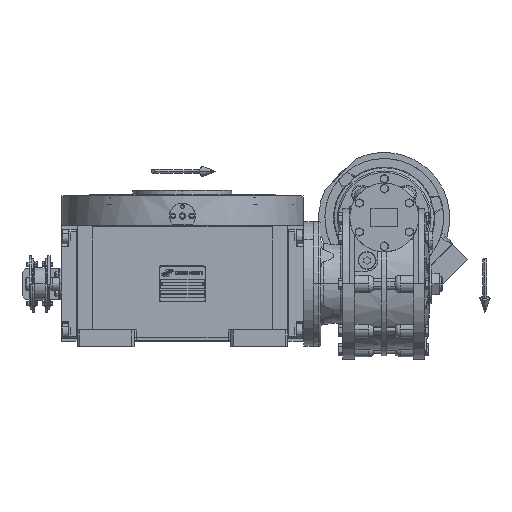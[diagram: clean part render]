
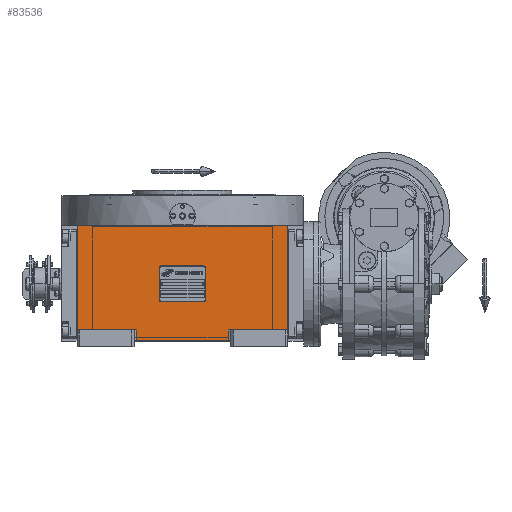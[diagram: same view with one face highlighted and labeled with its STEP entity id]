
A CAD part, top view. The second image highlights one B-rep face of the part: STEP entity #83536.
In plain terms, the highlighted planar face has unit normal (0, 0, 1).
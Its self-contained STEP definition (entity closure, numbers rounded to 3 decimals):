
#38 = VECTOR ( 'NONE', #72717, 1000. ) ;
#3193 = LINE ( 'NONE', #45345, #102109 ) ;
#3986 = ORIENTED_EDGE ( 'NONE', *, *, #60985, .T. ) ;
#6398 = ORIENTED_EDGE ( 'NONE', *, *, #71957, .F. ) ;
#8612 = AXIS2_PLACEMENT_3D ( 'NONE', #90591, #108635, #35923 ) ;
#16000 = DIRECTION ( 'NONE',  ( 1., 0., 0. ) ) ;
#16033 = CARTESIAN_POINT ( 'NONE',  ( -135., -59., 226. ) ) ;
#21124 = EDGE_CURVE ( 'NONE', #97936, #81108, #21477, .T. ) ;
#21477 = LINE ( 'NONE', #126615, #38 ) ;
#23286 = LINE ( 'NONE', #118753, #47983 ) ;
#24694 = CARTESIAN_POINT ( 'NONE',  ( 59., -59., 226. ) ) ;
#25694 = CARTESIAN_POINT ( 'NONE',  ( -59., -73., 226. ) ) ;
#28985 = ORIENTED_EDGE ( 'NONE', *, *, #132606, .T. ) ;
#29912 = EDGE_CURVE ( 'NONE', #61793, #119323, #52056, .T. ) ;
#35923 = DIRECTION ( 'NONE',  ( 1., 0., 0. ) ) ;
#39098 = ORIENTED_EDGE ( 'NONE', *, *, #29912, .F. ) ;
#40823 = EDGE_CURVE ( 'NONE', #63891, #81108, #46439, .T. ) ;
#44057 = LINE ( 'NONE', #24694, #126800 ) ;
#44665 = ORIENTED_EDGE ( 'NONE', *, *, #21124, .F. ) ;
#45345 = CARTESIAN_POINT ( 'NONE',  ( -135., 75., 226. ) ) ;
#45974 = LINE ( 'NONE', #64703, #118814 ) ;
#46439 = LINE ( 'NONE', #25694, #46520 ) ;
#46520 = VECTOR ( 'NONE', #16000, 1000. ) ;
#47983 = VECTOR ( 'NONE', #116724, 1000. ) ;
#52056 = LINE ( 'NONE', #84556, #120816 ) ;
#54341 = DIRECTION ( 'NONE',  ( 0., 1., 0. ) ) ;
#58753 = FACE_OUTER_BOUND ( 'NONE', #96008, .T. ) ;
#59115 = CARTESIAN_POINT ( 'NONE',  ( -135., -59., 226. ) ) ;
#60621 = VECTOR ( 'NONE', #113106, 1000. ) ;
#60985 = EDGE_CURVE ( 'NONE', #97936, #103840, #44057, .T. ) ;
#61793 = VERTEX_POINT ( 'NONE', #16033 ) ;
#63891 = VERTEX_POINT ( 'NONE', #75601 ) ;
#64703 = CARTESIAN_POINT ( 'NONE',  ( -59., -73., 226. ) ) ;
#65119 = EDGE_CURVE ( 'NONE', #63891, #123743, #45974, .T. ) ;
#71957 = EDGE_CURVE ( 'NONE', #119323, #109304, #3193, .T. ) ;
#72717 = DIRECTION ( 'NONE',  ( 0., -1., 0. ) ) ;
#75601 = CARTESIAN_POINT ( 'NONE',  ( -59., -73., 226. ) ) ;
#76765 = CARTESIAN_POINT ( 'NONE',  ( 59., -73., 226. ) ) ;
#77308 = DIRECTION ( 'NONE',  ( 1., 0., 0. ) ) ;
#78439 = ORIENTED_EDGE ( 'NONE', *, *, #65119, .F. ) ;
#80134 = CARTESIAN_POINT ( 'NONE',  ( -59., -59., 226. ) ) ;
#81108 = VERTEX_POINT ( 'NONE', #76765 ) ;
#83536 = ADVANCED_FACE ( 'NONE', ( #58753 ), #101010, .T. ) ;
#84556 = CARTESIAN_POINT ( 'NONE',  ( -135., -59., 226. ) ) ;
#90591 = CARTESIAN_POINT ( 'NONE',  ( -135., -73., 226. ) ) ;
#94268 = DIRECTION ( 'NONE',  ( 0., 1., 0. ) ) ;
#96008 = EDGE_LOOP ( 'NONE', ( #114620, #44665, #3986, #113090, #6398, #39098, #28985, #78439 ) ) ;
#97936 = VERTEX_POINT ( 'NONE', #122485 ) ;
#101010 = PLANE ( 'NONE',  #8612 ) ;
#102109 = VECTOR ( 'NONE', #132493, 1000. ) ;
#103840 = VERTEX_POINT ( 'NONE', #136212 ) ;
#108635 = DIRECTION ( 'NONE',  ( 0., 0., 1. ) ) ;
#109304 = VERTEX_POINT ( 'NONE', #122188 ) ;
#110267 = EDGE_CURVE ( 'NONE', #103840, #109304, #23286, .T. ) ;
#112419 = LINE ( 'NONE', #59115, #60621 ) ;
#113090 = ORIENTED_EDGE ( 'NONE', *, *, #110267, .T. ) ;
#113106 = DIRECTION ( 'NONE',  ( 1., 0., 0. ) ) ;
#114620 = ORIENTED_EDGE ( 'NONE', *, *, #40823, .T. ) ;
#116724 = DIRECTION ( 'NONE',  ( 0., 1., 0. ) ) ;
#118753 = CARTESIAN_POINT ( 'NONE',  ( 135., -59., 226. ) ) ;
#118814 = VECTOR ( 'NONE', #54341, 1000. ) ;
#119323 = VERTEX_POINT ( 'NONE', #133938 ) ;
#120816 = VECTOR ( 'NONE', #94268, 1000. ) ;
#122188 = CARTESIAN_POINT ( 'NONE',  ( 135., 75., 226. ) ) ;
#122485 = CARTESIAN_POINT ( 'NONE',  ( 59., -59., 226. ) ) ;
#123743 = VERTEX_POINT ( 'NONE', #80134 ) ;
#126615 = CARTESIAN_POINT ( 'NONE',  ( 59., -59., 226. ) ) ;
#126800 = VECTOR ( 'NONE', #77308, 1000. ) ;
#132493 = DIRECTION ( 'NONE',  ( 1., 0., 0. ) ) ;
#132606 = EDGE_CURVE ( 'NONE', #61793, #123743, #112419, .T. ) ;
#133938 = CARTESIAN_POINT ( 'NONE',  ( -135., 75., 226. ) ) ;
#136212 = CARTESIAN_POINT ( 'NONE',  ( 135., -59., 226. ) ) ;
